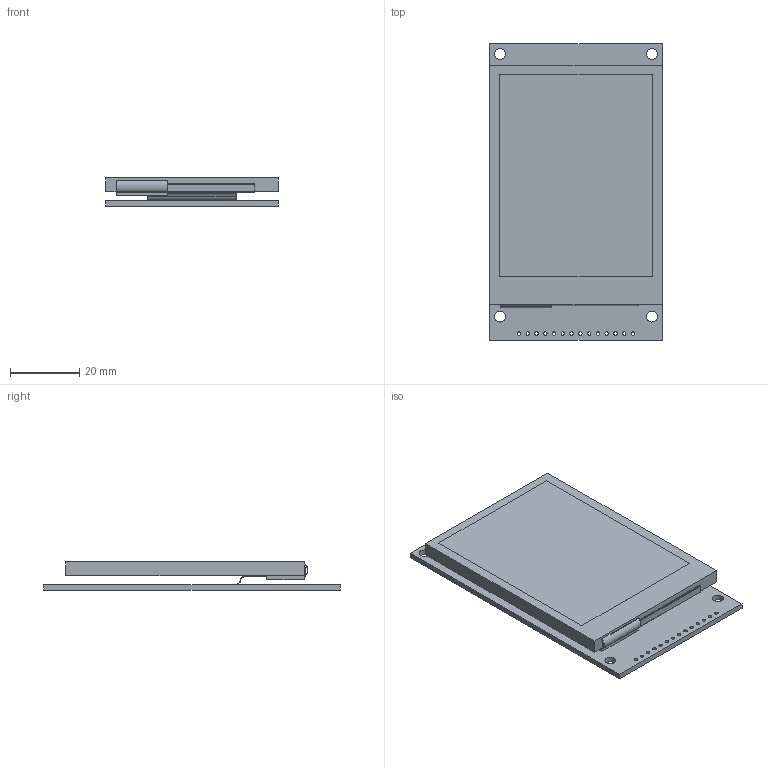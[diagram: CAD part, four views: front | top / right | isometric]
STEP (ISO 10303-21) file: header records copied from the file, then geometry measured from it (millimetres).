
FILE_DESCRIPTION(/* description */ (''),/* implementation_level */ '2;1');
FILE_NAME(/* name */ 'display_module.step',/* time_stamp */ '2023-07-23T20:07:09-03:00',/* author */ (''),/* organization */ (''),/* preprocessor_version */ 'ST-DEVELOPER v19.2',/* originating_system */ 'Autodesk Translation Framework v12.6.0.85',/* authorisation */ '');
FILE_SCHEMA (('AUTOMOTIVE_DESIGN { 1 0 10303 214 3 1 1 }'));
Length unit declared in the file: millimetre
Products named in the file (2): (Unsaved); Component1
Assembly tree (1 placements, depth 2):
  (Unsaved)
    Component1
Bounding box: 50.01 x 86 x 8.2 mm (x, y, z)
Volume: 20977.6 mm3; surface area: 19163.9 mm2
Topology: 2 solids, 2 shells, 71 faces, 192 edges, 124 vertices
Faces by surface type: plane 37, cylinder 34
Full cylindrical faces by diameter (mm): 1 x14, 3.2 x4
Entity records: 2435 total; most frequent: CARTESIAN_POINT 442, DIRECTION 401, ORIENTED_EDGE 384, EDGE_CURVE 192, AXIS2_PLACEMENT_3D 139, VERTEX_POINT 124, LINE 123, VECTOR 123
